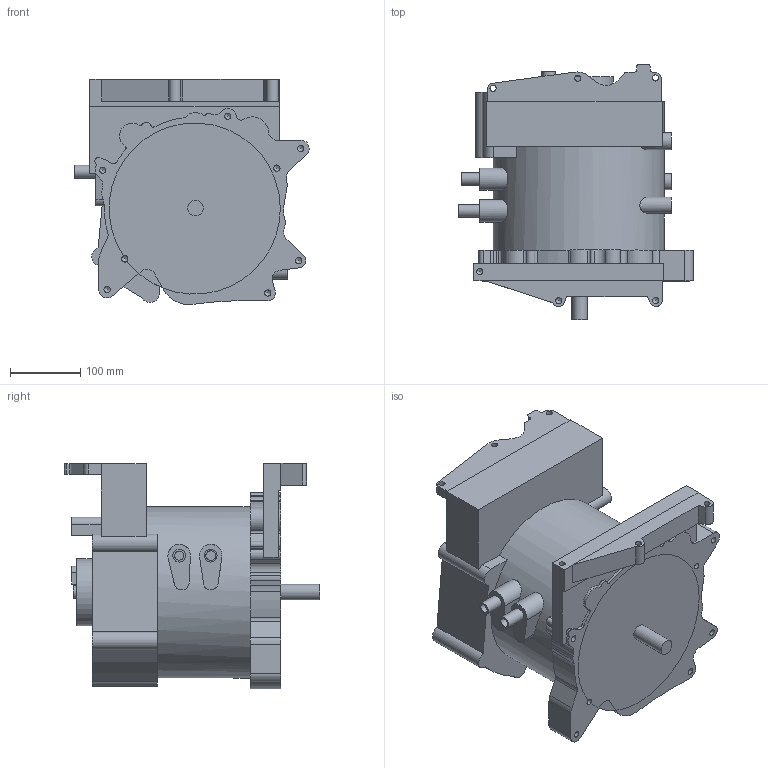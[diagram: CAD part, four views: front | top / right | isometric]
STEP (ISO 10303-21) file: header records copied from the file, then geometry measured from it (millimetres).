
FILE_DESCRIPTION(('FreeCAD Model'),'2;1');
FILE_NAME('Leaf_motor_STEP.step' ,'2020-05-24T17:58:34',(''),(''),'Open CASCADE STEP processor 7.4', 'FreeCAD','Unknown');
FILE_SCHEMA(('AUTOMOTIVE_DESIGN { 1 0 10303 214 1 1 1 1 }'));
Length unit declared in the file: millimetre
Products named in the file (1): Body
Bounding box: 334 x 363.5 x 321.09 mm (x, y, z)
Volume: 15903323.4 mm3; surface area: 555642.2 mm2
Topology: 1 solids, 1 shells, 229 faces, 624 edges, 408 vertices
Faces by surface type: cylinder 117, plane 93, cone 19
Full cylindrical faces by diameter (mm): 8.8 x14, 9 x8, 12.821 x1, 14 x1, 17.604 x1, 18 x1, 18.058 x1, 22 x1, 23.045 x1, 23.277 x1, 24 x1, 95.721 x1, 244 x1
Entity records: 17076 total; most frequent: CARTESIAN_POINT 4588, DIRECTION 2461, LINE 1300, VECTOR 1300, ORIENTED_EDGE 1210, PCURVE 1210, DEFINITIONAL_REPRESENTATION 1210, EDGE_CURVE 605
